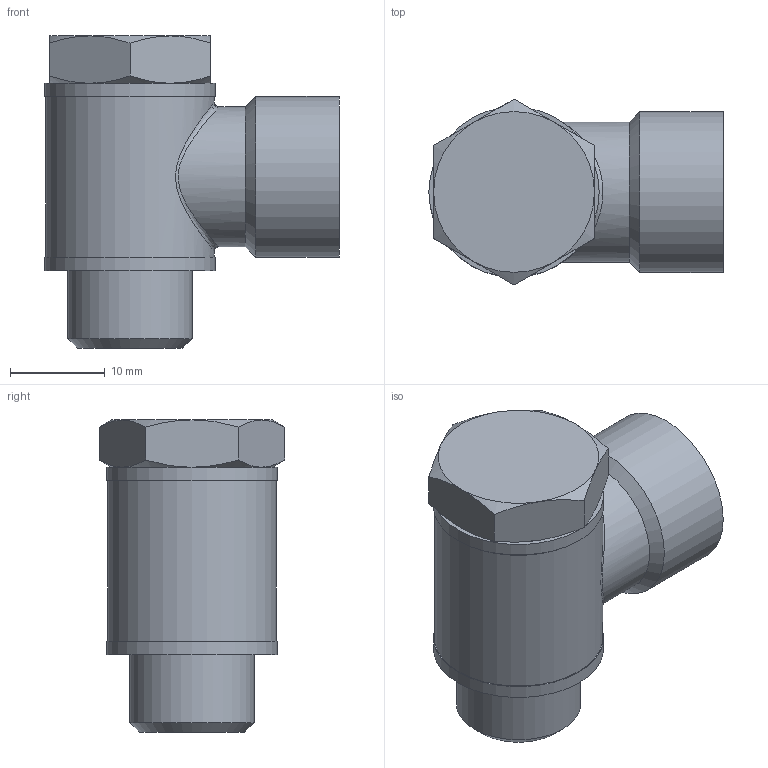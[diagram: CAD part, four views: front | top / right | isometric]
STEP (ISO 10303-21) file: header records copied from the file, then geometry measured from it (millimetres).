
FILE_DESCRIPTION((''),'2;1');
FILE_NAME('Schwenkverschraubung G1_4 A260011360.stp','2008-05-29T14:01:33',('ScheitB'),(''),'Autodesk Inventor 10','Autodesk Inventor 10','');
FILE_SCHEMA(('AUTOMOTIVE_DESIGN { 1 0 10303 214 1 1 1 1 }'));
Length unit declared in the file: millimetre
Products named in the file (4): answv01d; Hohlschraube_swf01d; Scheibe_swf01c; Schwinge_swf01c
Assembly tree (4 placements, depth 2):
  answv01d
    Hohlschraube_swf01d
    Scheibe_swf01c  x2
    Schwinge_swf01c
Bounding box: 31.1 x 19.63 x 33 mm (x, y, z)
Volume: 6905.9 mm3; surface area: 6311.4 mm2
Topology: 4 solids, 4 shells, 56 faces, 119 edges, 73 vertices
Faces by surface type: cone 19, plane 18, cylinder 12, bspline 7
Full cylindrical faces by diameter (mm): 5 x2, 10.8 x1, 12.5 x1, 13.157 x1, 13.3 x2, 14.8 x1, 17 x1, 17.8 x1, 18 x2
Entity records: 2186 total; most frequent: CARTESIAN_POINT 1167, DIRECTION 194, ORIENTED_EDGE 156, AXIS2_PLACEMENT_3D 94, EDGE_LOOP 89, EDGE_CURVE 78, VERTEX_POINT 59, FACE_OUTER_BOUND 52
